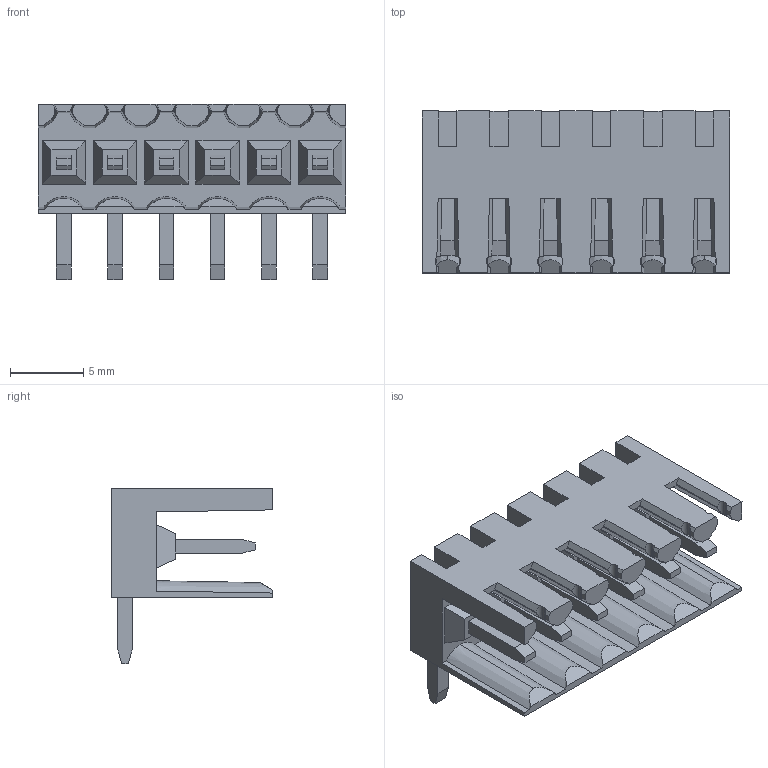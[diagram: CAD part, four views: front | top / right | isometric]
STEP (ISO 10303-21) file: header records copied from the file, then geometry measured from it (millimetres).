
FILE_DESCRIPTION(('CATIA V5 STEP Exchange','CAx-IF Rec.Pracs.--- Model Styling and Organization---1.4--- 2014-01-23'),'2;1');
FILE_NAME ('D1488104_0_1615330000_1615330000.stp','2021-06-01T08:34:29+00:00',('none'),('Weidmueller'),'CATIA Version 5-6 Release 2016 SP3 HF44','CATIA V5 STEP AP214','none');
FILE_SCHEMA(('AUTOMOTIVE_DESIGN { 1 0 10303 214 1 1 1 1 }'));
Length unit declared in the file: millimetre
Products named in the file (1): 1615330000
Bounding box: 21 x 11.05 x 11.95 mm (x, y, z)
Volume: 766.5 mm3; surface area: 1887.4 mm2
Topology: 7 solids, 7 shells, 382 faces, 1129 edges, 761 vertices
Faces by surface type: plane 310, cylinder 48, cone 24
Entity records: 13125 total; most frequent: CARTESIAN_POINT 2883, ORIENTED_EDGE 2258, DIRECTION 1673, EDGE_CURVE 1129, VECTOR 859, LINE 859, VERTEX_POINT 761, AXIS2_PLACEMENT_3D 483
